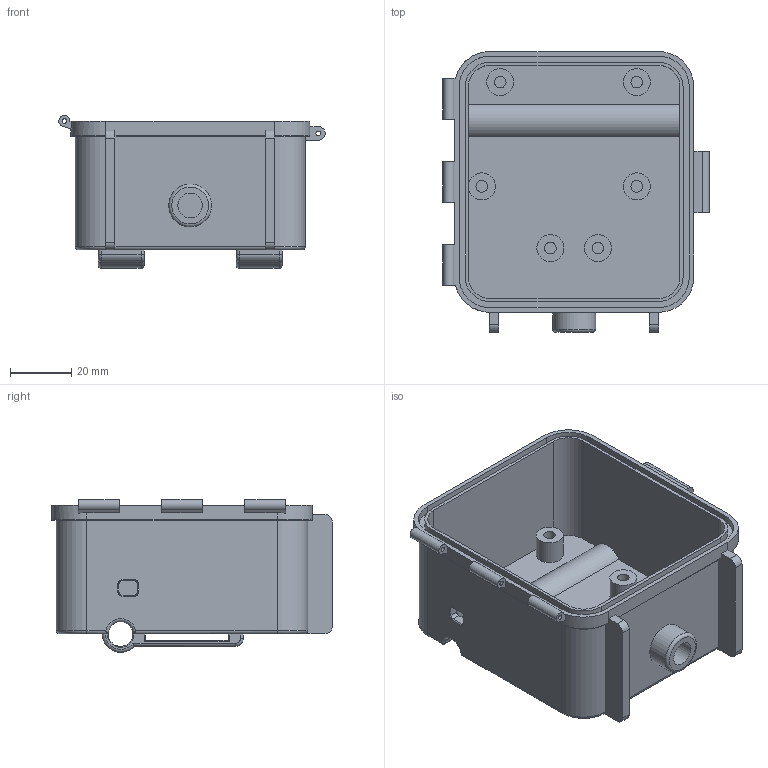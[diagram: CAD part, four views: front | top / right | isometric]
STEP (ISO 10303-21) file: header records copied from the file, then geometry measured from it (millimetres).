
FILE_DESCRIPTION(/* description */ (''),/* implementation_level */ '2;1');
FILE_NAME(/* name */ 'Back_senseBe_rev4_enclosure_V5.step',/* time_stamp */ '2019-11-05T12:13:09+06:00',/* author */ (''),/* organization */ (''),/* preprocessor_version */ 'ST-DEVELOPER v18',/* originating_system */ 'Autodesk Translation Framework v8.9.1.1155',/* authorisation */ '');
FILE_SCHEMA (('AUTOMOTIVE_DESIGN { 1 0 10303 214 3 1 1 }'));
Length unit declared in the file: millimetre
Products named in the file (1): senseBe_rev4_enclosure_V3
Bounding box: 86.8 x 91.5 x 49.8 mm (x, y, z)
Volume: 61510.4 mm3; surface area: 45709.6 mm2
Topology: 1 solids, 1 shells, 211 faces, 543 edges, 341 vertices
Faces by surface type: cylinder 97, plane 83, torus 27, bspline 4
Full cylindrical faces by diameter (mm): 1.5 x4, 3.8 x6, 8 x2, 8.8 x6, 14 x1
Entity records: 6796 total; most frequent: CARTESIAN_POINT 1465, DIRECTION 1160, ORIENTED_EDGE 1080, EDGE_CURVE 540, AXIS2_PLACEMENT_3D 432, VERTEX_POINT 341, LINE 296, VECTOR 296
